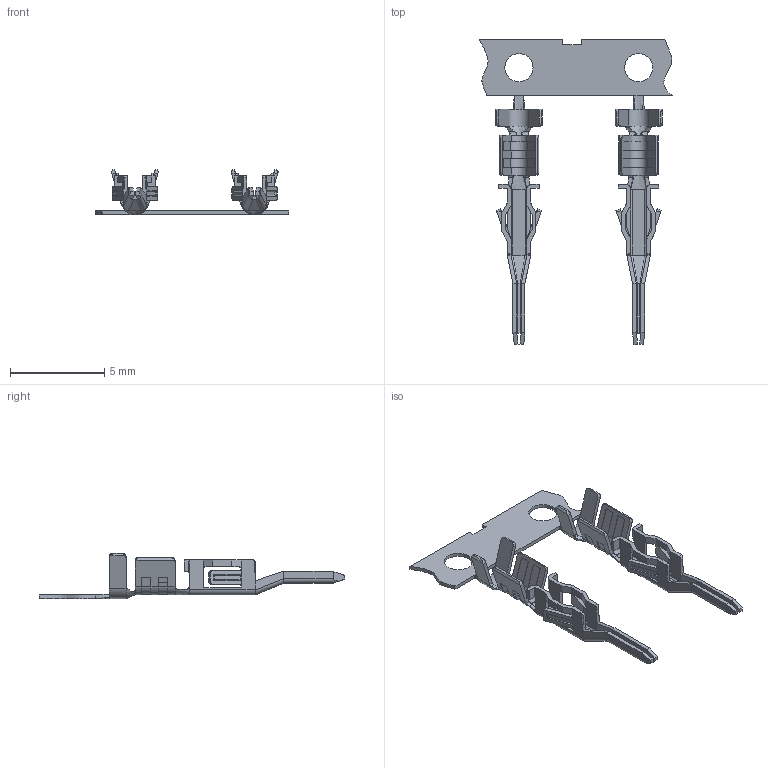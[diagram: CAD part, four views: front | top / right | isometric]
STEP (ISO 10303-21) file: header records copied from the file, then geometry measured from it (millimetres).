
FILE_DESCRIPTION( ( 'Unknown' ), '1' );
FILE_NAME( '66210213722.stp', 'Unknown', ( 'Unknown' ), ( 'Unknown' ), 'PSStep 18.0.17', 'Unknown', ' ' );
FILE_SCHEMA( ( 'AUTOMOTIVE_DESIGN { 1 0 10303 214 1 1 1 1 }' ) );
Length unit declared in the file: millimetre
Products named in the file (1): 1
Bounding box: 10.29 x 16.2 x 2.4 mm (x, y, z)
Volume: 19.6 mm3; surface area: 237.7 mm2
Topology: 1 solids, 1 shells, 493 faces, 1384 edges, 885 vertices
Faces by surface type: plane 297, cylinder 146, bspline 48, extrusion 2
Full cylindrical faces by diameter (mm): 1.5 x2
Entity records: 21902 total; most frequent: CARTESIAN_POINT 5723, ORIENTED_EDGE 2764, DIRECTION 2245, EDGE_CURVE 1382, VECTOR 897, LINE 895, VERTEX_POINT 885, AXIS2_PLACEMENT_3D 674
